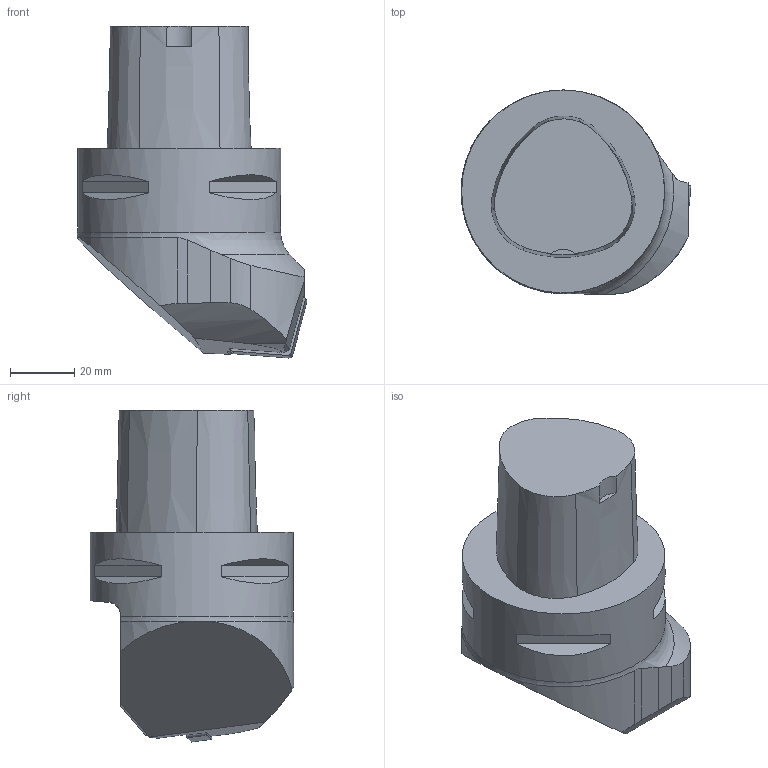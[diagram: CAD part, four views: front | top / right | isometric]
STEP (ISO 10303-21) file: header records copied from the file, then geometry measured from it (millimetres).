
FILE_DESCRIPTION(/* description */ (''),/* implementation_level */ '2;1');
FILE_NAME(/* name */ '1568284319210.stp',/* time_stamp */ '2019-09-12T16:02:12+06:00',/* author */ (''),/* organization */ ('SMS'),/* preprocessor_version */ 'ST-DEVELOPER v15',/* originating_system */ 'SIEMENS PLM Software NX 8.5',/* authorisation */ '');
FILE_SCHEMA (('AUTOMOTIVE_DESIGN { 1 0 10303 214 3 1 1 1 }'));
Length unit declared in the file: millimetre
Products named in the file (4): IsoTurningInsert; ASSEMBLY_CONSTRUCTION; 202552432mod000_00; 202552430mod000_00
Assembly tree (3 placements, depth 2):
  202552430mod000_00
    202552432mod000_00
    ASSEMBLY_CONSTRUCTION
    IsoTurningInsert
Bounding box: 71.26 x 63.26 x 103 mm (x, y, z)
Volume: 206690.4 mm3; surface area: 23749 mm2
Topology: 2 solids, 2 shells, 87 faces, 226 edges, 156 vertices
Faces by surface type: plane 46, cylinder 28, cone 7, torus 4, bspline 2
Full cylindrical faces by diameter (mm): 7.925 x2, 63 x1
Entity records: 2984 total; most frequent: CARTESIAN_POINT 660, DIRECTION 474, ORIENTED_EDGE 440, EDGE_CURVE 220, AXIS2_PLACEMENT_3D 186, VERTEX_POINT 146, LINE 102, VECTOR 102
